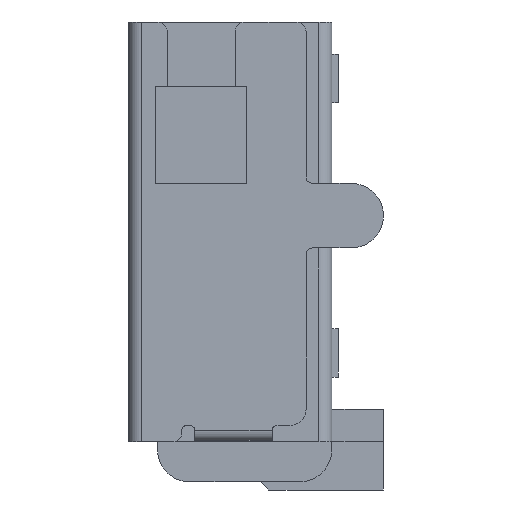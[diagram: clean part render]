
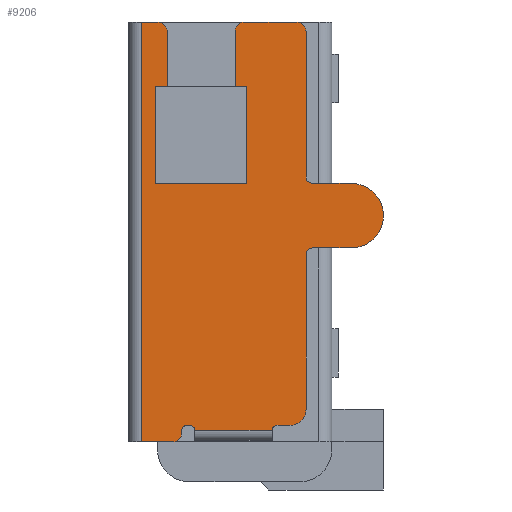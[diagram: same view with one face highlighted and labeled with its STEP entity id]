
A CAD part, left-side view. The second image highlights one B-rep face of the part: STEP entity #9206.
In plain terms, the highlighted planar face has unit normal (-1, 0, 0).
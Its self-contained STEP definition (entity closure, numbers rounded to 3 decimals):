
#282=DIRECTION('',(0.,-1.,0.));
#283=VECTOR('',#282,1.);
#284=CARTESIAN_POINT('',(-7.55,2.85,-13.));
#285=LINE('',#284,#283);
#1264=CARTESIAN_POINT('',(-7.55,-1.95,-0.3));
#1265=DIRECTION('',(-1.,0.,0.));
#1266=DIRECTION('',(0.,-1.,0.));
#1267=AXIS2_PLACEMENT_3D('',#1264,#1265,#1266);
#1269=CARTESIAN_POINT('',(-7.55,-2.45,-4.8));
#1270=DIRECTION('',(-1.,0.,0.));
#1271=DIRECTION('',(0.,1.,0.));
#1272=AXIS2_PLACEMENT_3D('',#1269,#1270,#1271);
#1274=DIRECTION('',(0.,-1.,0.));
#1275=VECTOR('',#1274,1.2);
#1276=CARTESIAN_POINT('',(-7.55,-2.45,-5.));
#1277=LINE('',#1276,#1275);
#1278=CARTESIAN_POINT('',(-7.55,-3.65,-6.));
#1279=DIRECTION('',(1.,0.,0.));
#1280=DIRECTION('',(0.,0.,1.));
#1281=AXIS2_PLACEMENT_3D('',#1278,#1279,#1280);
#1283=DIRECTION('',(0.,1.,0.));
#1284=VECTOR('',#1283,1.2);
#1285=CARTESIAN_POINT('',(-7.55,-3.65,-7.));
#1286=LINE('',#1285,#1284);
#1287=CARTESIAN_POINT('',(-7.55,-2.45,-7.2));
#1288=DIRECTION('',(-1.,0.,0.));
#1289=DIRECTION('',(0.,0.,1.));
#1290=AXIS2_PLACEMENT_3D('',#1287,#1288,#1289);
#1292=CARTESIAN_POINT('',(-7.55,-1.75,-12.));
#1293=DIRECTION('',(1.,0.,0.));
#1294=DIRECTION('',(0.,-1.,0.));
#1295=AXIS2_PLACEMENT_3D('',#1292,#1293,#1294);
#1297=DIRECTION('',(0.,-1.,0.));
#1298=VECTOR('',#1297,0.4);
#1299=CARTESIAN_POINT('',(-7.55,-1.35,-12.5));
#1300=LINE('',#1299,#1298);
#1301=CARTESIAN_POINT('',(-7.55,-1.35,-12.65));
#1302=DIRECTION('',(1.,0.,0.));
#1303=DIRECTION('',(0.,1.,0.002));
#1304=AXIS2_PLACEMENT_3D('',#1301,#1302,#1303);
#1306=DIRECTION('',(0.,-1.,0.));
#1307=VECTOR('',#1306,2.4);
#1308=CARTESIAN_POINT('',(-7.55,1.2,-12.65));
#1309=LINE('',#1308,#1307);
#1310=CARTESIAN_POINT('',(-7.55,1.35,-12.65));
#1311=DIRECTION('',(1.,0.,0.));
#1312=DIRECTION('',(0.,0.,1.));
#1313=AXIS2_PLACEMENT_3D('',#1310,#1311,#1312);
#1315=DIRECTION('',(0.,-1.,0.));
#1316=VECTOR('',#1315,0.1);
#1317=CARTESIAN_POINT('',(-7.55,1.45,-12.5));
#1318=LINE('',#1317,#1316);
#1319=CARTESIAN_POINT('',(-7.55,1.45,-12.65));
#1320=DIRECTION('',(1.,0.,0.));
#1321=DIRECTION('',(0.,1.,0.));
#1322=AXIS2_PLACEMENT_3D('',#1319,#1320,#1321);
#1324=DIRECTION('',(0.,0.,1.));
#1325=VECTOR('',#1324,0.1);
#1326=CARTESIAN_POINT('',(-7.55,1.6,-12.75));
#1327=LINE('',#1326,#1325);
#1328=CARTESIAN_POINT('',(-7.55,1.85,-12.75));
#1329=DIRECTION('',(1.,0.,0.));
#1330=DIRECTION('',(0.,-1.,0.));
#1331=AXIS2_PLACEMENT_3D('',#1328,#1329,#1330);
#1333=DIRECTION('',(0.,0.,1.));
#1334=VECTOR('',#1333,13.);
#1335=CARTESIAN_POINT('',(-7.55,2.85,-13.));
#1336=LINE('',#1335,#1334);
#1337=CARTESIAN_POINT('',(-7.55,2.35,-0.3));
#1338=DIRECTION('',(-1.,0.,0.));
#1339=DIRECTION('',(0.,-1.,0.));
#1340=AXIS2_PLACEMENT_3D('',#1337,#1338,#1339);
#1342=DIRECTION('',(0.,0.,1.));
#1343=VECTOR('',#1342,4.5);
#1344=CARTESIAN_POINT('',(-7.55,-0.05,-4.8));
#1345=LINE('',#1344,#1343);
#1346=CARTESIAN_POINT('',(-7.55,-0.35,-0.3));
#1347=DIRECTION('',(-1.,0.,0.));
#1348=DIRECTION('',(0.,0.,1.));
#1349=AXIS2_PLACEMENT_3D('',#1346,#1347,#1348);
#1360=DIRECTION('',(0.,0.,1.));
#1361=VECTOR('',#1360,4.8);
#1362=CARTESIAN_POINT('',(-7.55,-2.25,-12.));
#1363=LINE('',#1362,#1361);
#1384=DIRECTION('',(0.,0.,1.));
#1385=VECTOR('',#1384,4.5);
#1386=CARTESIAN_POINT('',(-7.55,-2.25,-4.8));
#1387=LINE('',#1386,#1385);
#1508=DIRECTION('',(0.,-1.,0.));
#1509=VECTOR('',#1508,1.6);
#1510=CARTESIAN_POINT('',(-7.55,-0.35,0.));
#1511=LINE('',#1510,#1509);
#1520=DIRECTION('',(0.,-1.,0.));
#1521=VECTOR('',#1520,0.5);
#1522=CARTESIAN_POINT('',(-7.55,2.85,0.));
#1523=LINE('',#1522,#1521);
#4478=DIRECTION('',(0.,-1.,0.));
#4479=VECTOR('',#4478,0.05);
#4480=CARTESIAN_POINT('',(-7.55,1.85,-5.));
#4481=LINE('',#4480,#4479);
#4494=DIRECTION('',(0.,-1.,0.));
#4495=VECTOR('',#4494,0.05);
#4496=CARTESIAN_POINT('',(-7.55,0.2,-5.));
#4497=LINE('',#4496,#4495);
#4506=CARTESIAN_POINT('',(-7.55,1.85,-4.8));
#4507=DIRECTION('',(1.,0.,0.));
#4508=DIRECTION('',(0.,0.,-1.));
#4509=AXIS2_PLACEMENT_3D('',#4506,#4507,#4508);
#4519=DIRECTION('',(0.,0.,1.));
#4520=VECTOR('',#4519,4.5);
#4521=CARTESIAN_POINT('',(-7.55,2.05,-4.8));
#4522=LINE('',#4521,#4520);
#4584=DIRECTION('',(0.,1.,0.));
#4585=VECTOR('',#4584,1.6);
#4586=CARTESIAN_POINT('',(-7.55,0.2,-5.));
#4587=LINE('',#4586,#4585);
#4800=CARTESIAN_POINT('',(-7.55,0.15,-4.8));
#4801=DIRECTION('',(1.,0.,0.));
#4802=DIRECTION('',(0.,-1.,0.));
#4803=AXIS2_PLACEMENT_3D('',#4800,#4801,#4802);
#6886=CARTESIAN_POINT('',(-7.55,2.85,-13.));
#6887=VERTEX_POINT('',#6886);
#6894=CARTESIAN_POINT('',(-7.55,2.85,0.));
#6895=VERTEX_POINT('',#6894);
#6940=CARTESIAN_POINT('',(-7.55,0.2,-5.));
#6941=CARTESIAN_POINT('',(-7.55,1.8,-5.));
#6942=VERTEX_POINT('',#6940);
#6943=VERTEX_POINT('',#6941);
#7028=CARTESIAN_POINT('',(-7.55,1.85,-5.));
#7029=CARTESIAN_POINT('',(-7.55,2.05,-4.8));
#7030=VERTEX_POINT('',#7028);
#7031=VERTEX_POINT('',#7029);
#7040=CARTESIAN_POINT('',(-7.55,-2.25,-0.3));
#7042=VERTEX_POINT('',#7040);
#7044=CARTESIAN_POINT('',(-7.55,-1.95,0.));
#7045=VERTEX_POINT('',#7044);
#7048=CARTESIAN_POINT('',(-7.55,2.05,-0.3));
#7050=VERTEX_POINT('',#7048);
#7052=CARTESIAN_POINT('',(-7.55,2.35,0.));
#7053=VERTEX_POINT('',#7052);
#7066=CARTESIAN_POINT('',(-7.55,-0.35,0.));
#7067=VERTEX_POINT('',#7066);
#7069=CARTESIAN_POINT('',(-7.55,0.15,-5.));
#7071=VERTEX_POINT('',#7069);
#7074=CARTESIAN_POINT('',(-7.55,-0.05,-4.8));
#7075=VERTEX_POINT('',#7074);
#7090=CARTESIAN_POINT('',(-7.55,-0.05,-0.3));
#7091=VERTEX_POINT('',#7090);
#7188=CARTESIAN_POINT('',(-7.55,1.2,-12.65));
#7189=CARTESIAN_POINT('',(-7.55,-1.2,-12.65));
#7190=VERTEX_POINT('',#7188);
#7191=VERTEX_POINT('',#7189);
#7406=CARTESIAN_POINT('',(-7.55,-2.45,-5.));
#7407=CARTESIAN_POINT('',(-7.55,-3.65,-5.));
#7408=VERTEX_POINT('',#7406);
#7409=VERTEX_POINT('',#7407);
#7410=CARTESIAN_POINT('',(-7.55,-3.65,-7.));
#7411=VERTEX_POINT('',#7410);
#7412=CARTESIAN_POINT('',(-7.55,-2.45,-7.));
#7413=VERTEX_POINT('',#7412);
#7418=CARTESIAN_POINT('',(-7.55,-2.25,-4.8));
#7419=VERTEX_POINT('',#7418);
#7420=CARTESIAN_POINT('',(-7.55,-2.25,-7.2));
#7421=VERTEX_POINT('',#7420);
#7444=CARTESIAN_POINT('',(-7.55,-1.75,-12.5));
#7445=VERTEX_POINT('',#7444);
#7452=CARTESIAN_POINT('',(-7.55,-1.35,-12.5));
#7453=VERTEX_POINT('',#7452);
#7454=CARTESIAN_POINT('',(-7.55,1.6,-12.75));
#7455=VERTEX_POINT('',#7454);
#7456=CARTESIAN_POINT('',(-7.55,1.6,-12.65));
#7457=VERTEX_POINT('',#7456);
#7458=CARTESIAN_POINT('',(-7.55,1.45,-12.5));
#7459=VERTEX_POINT('',#7458);
#7460=CARTESIAN_POINT('',(-7.55,1.35,-12.5));
#7461=VERTEX_POINT('',#7460);
#7514=CARTESIAN_POINT('',(-7.55,1.85,-13.));
#7515=VERTEX_POINT('',#7514);
#7516=CARTESIAN_POINT('',(-7.55,-2.25,-12.));
#7517=VERTEX_POINT('',#7516);
#9142=CARTESIAN_POINT('',(-7.55,2.85,-13.));
#9143=DIRECTION('',(-1.,0.,0.));
#9144=DIRECTION('',(0.,-1.,0.));
#9145=AXIS2_PLACEMENT_3D('',#9142,#9143,#9144);
#9146=PLANE('',#9145);
#9148=ORIENTED_EDGE('',*,*,#9147,.F.);
#9150=ORIENTED_EDGE('',*,*,#9149,.F.);
#9152=ORIENTED_EDGE('',*,*,#9151,.T.);
#9153=ORIENTED_EDGE('',*,*,#9120,.T.);
#9154=ORIENTED_EDGE('',*,*,#9133,.T.);
#9156=ORIENTED_EDGE('',*,*,#9155,.T.);
#9158=ORIENTED_EDGE('',*,*,#9157,.T.);
#9160=ORIENTED_EDGE('',*,*,#9159,.F.);
#9162=ORIENTED_EDGE('',*,*,#9161,.T.);
#9164=ORIENTED_EDGE('',*,*,#9163,.F.);
#9166=ORIENTED_EDGE('',*,*,#9165,.F.);
#9168=ORIENTED_EDGE('',*,*,#9167,.F.);
#9170=ORIENTED_EDGE('',*,*,#9169,.F.);
#9172=ORIENTED_EDGE('',*,*,#9171,.F.);
#9174=ORIENTED_EDGE('',*,*,#9173,.F.);
#9176=ORIENTED_EDGE('',*,*,#9175,.F.);
#9178=ORIENTED_EDGE('',*,*,#9177,.T.);
#9179=ORIENTED_EDGE('',*,*,#7727,.F.);
#9181=ORIENTED_EDGE('',*,*,#9180,.T.);
#9183=ORIENTED_EDGE('',*,*,#9182,.T.);
#9185=ORIENTED_EDGE('',*,*,#9184,.F.);
#9187=ORIENTED_EDGE('',*,*,#9186,.F.);
#9189=ORIENTED_EDGE('',*,*,#9188,.F.);
#9191=ORIENTED_EDGE('',*,*,#9190,.T.);
#9193=ORIENTED_EDGE('',*,*,#9192,.F.);
#9195=ORIENTED_EDGE('',*,*,#9194,.T.);
#9197=ORIENTED_EDGE('',*,*,#9196,.F.);
#9199=ORIENTED_EDGE('',*,*,#9198,.T.);
#9201=ORIENTED_EDGE('',*,*,#9200,.F.);
#9203=ORIENTED_EDGE('',*,*,#9202,.T.);
#9204=EDGE_LOOP('',(#9148,#9150,#9152,#9153,#9154,#9156,#9158,#9160,#9162,#9164,
#9166,#9168,#9170,#9172,#9174,#9176,#9178,#9179,#9181,#9183,#9185,#9187,#9189,
#9191,#9193,#9195,#9197,#9199,#9201,#9203));
#9205=FACE_OUTER_BOUND('',#9204,.F.);
#1268=CIRCLE('',#1267,0.3);
#1273=CIRCLE('',#1272,0.2);
#1282=CIRCLE('',#1281,1.);
#1291=CIRCLE('',#1290,0.2);
#1296=CIRCLE('',#1295,0.5);
#1305=CIRCLE('',#1304,0.15);
#1314=CIRCLE('',#1313,0.15);
#1323=CIRCLE('',#1322,0.15);
#1332=CIRCLE('',#1331,0.25);
#1341=CIRCLE('',#1340,0.3);
#1350=CIRCLE('',#1349,0.3);
#4510=CIRCLE('',#4509,0.2);
#4804=CIRCLE('',#4803,0.2);
#7727=EDGE_CURVE('',#6887,#7515,#285,.T.);
#9120=EDGE_CURVE('',#7408,#7409,#1277,.T.);
#9133=EDGE_CURVE('',#7409,#7411,#1282,.T.);
#9147=EDGE_CURVE('',#7042,#7045,#1268,.T.);
#9149=EDGE_CURVE('',#7419,#7042,#1387,.T.);
#9151=EDGE_CURVE('',#7419,#7408,#1273,.T.);
#9155=EDGE_CURVE('',#7411,#7413,#1286,.T.);
#9157=EDGE_CURVE('',#7413,#7421,#1291,.T.);
#9159=EDGE_CURVE('',#7517,#7421,#1363,.T.);
#9161=EDGE_CURVE('',#7517,#7445,#1296,.T.);
#9163=EDGE_CURVE('',#7453,#7445,#1300,.T.);
#9165=EDGE_CURVE('',#7191,#7453,#1305,.T.);
#9167=EDGE_CURVE('',#7190,#7191,#1309,.T.);
#9169=EDGE_CURVE('',#7461,#7190,#1314,.T.);
#9171=EDGE_CURVE('',#7459,#7461,#1318,.T.);
#9173=EDGE_CURVE('',#7457,#7459,#1323,.T.);
#9175=EDGE_CURVE('',#7455,#7457,#1327,.T.);
#9177=EDGE_CURVE('',#7455,#7515,#1332,.T.);
#9180=EDGE_CURVE('',#6887,#6895,#1336,.T.);
#9182=EDGE_CURVE('',#6895,#7053,#1523,.T.);
#9184=EDGE_CURVE('',#7050,#7053,#1341,.T.);
#9186=EDGE_CURVE('',#7031,#7050,#4522,.T.);
#9188=EDGE_CURVE('',#7030,#7031,#4510,.T.);
#9190=EDGE_CURVE('',#7030,#6943,#4481,.T.);
#9192=EDGE_CURVE('',#6942,#6943,#4587,.T.);
#9194=EDGE_CURVE('',#6942,#7071,#4497,.T.);
#9196=EDGE_CURVE('',#7075,#7071,#4804,.T.);
#9198=EDGE_CURVE('',#7075,#7091,#1345,.T.);
#9200=EDGE_CURVE('',#7067,#7091,#1350,.T.);
#9202=EDGE_CURVE('',#7067,#7045,#1511,.T.);
#9206=ADVANCED_FACE('',(#9205),#9146,.T.);
